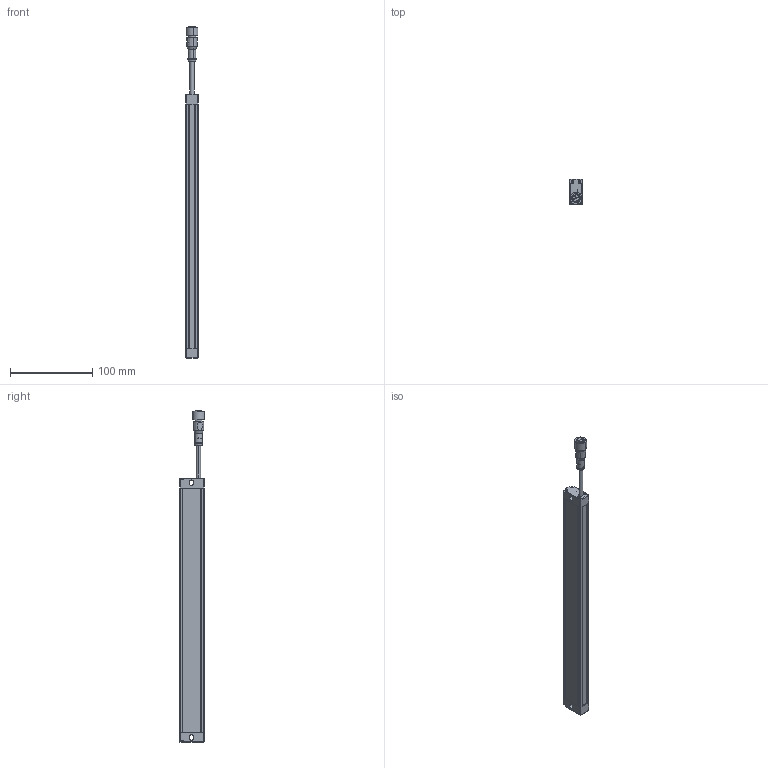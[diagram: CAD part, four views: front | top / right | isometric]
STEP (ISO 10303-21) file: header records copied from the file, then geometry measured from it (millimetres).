
FILE_DESCRIPTION (( 'STEP AP203' ), '1' );
FILE_NAME ('QB14-20-260.STEP', '2019-04-20T08:18:46', ( '微软用户' ), ( '微软中国' ), 'SwSTEP 2.0', 'SolidWorks 2016', '' );
FILE_SCHEMA (( 'CONFIG_CONTROL_DESIGN' ));
Length unit declared in the file: millimetre
Products named in the file (5): 俋褲15x32; 呿蹋俋褲1; 呿蹋俋褲2; 12345.sldasm-Part-1-1; QB14-20-260
Assembly tree (4 placements, depth 2):
  QB14-20-260
    俋褲15x32
    呿蹋俋褲1
    呿蹋俋褲2
    12345.sldasm-Part-1-1
Bounding box: 15 x 30.24 x 402.6 mm (x, y, z)
Volume: 142651.5 mm3; surface area: 37114 mm2
Topology: 5 solids, 5 shells, 316 faces, 809 edges, 522 vertices
Faces by surface type: plane 149, cylinder 138, torus 10, sphere 10, cone 9
Entity records: 10232 total; most frequent: CARTESIAN_POINT 1949, DIRECTION 1652, ORIENTED_EDGE 1586, EDGE_CURVE 793, AXIS2_PLACEMENT_3D 588, VERTEX_POINT 516, VECTOR 476, LINE 476
